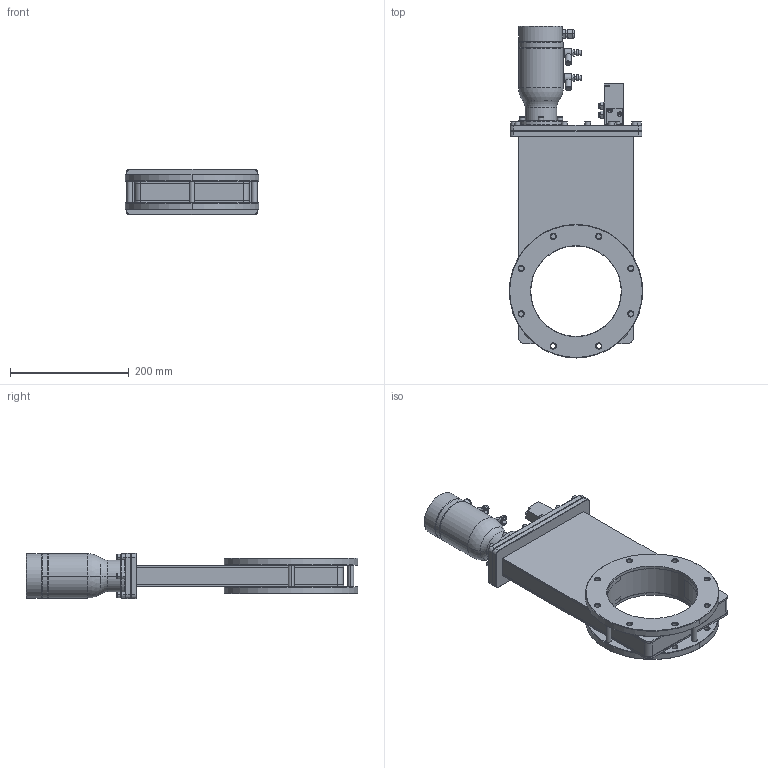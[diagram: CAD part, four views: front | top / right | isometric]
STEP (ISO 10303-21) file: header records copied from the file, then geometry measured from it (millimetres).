
FILE_DESCRIPTION((''),'2;1');
FILE_NAME('11212-0603R','2011-01-26T',('jd'),(''),'PRO/ENGINEER BY PARAMETRIC TECHNOLOGY CORPORATION, 2010280','PRO/ENGINEER BY PARAMETRIC TECHNOLOGY CORPORATION, 2010280','');
FILE_SCHEMA(('CONFIG_CONTROL_DESIGN'));
Length unit declared in the file: inch
Products named in the file (1): 11212-0603R
Bounding box: 224.99 x 559.36 x 75.95 mm (x, y, z)
Volume: 3288928.9 mm3; surface area: 307672.9 mm2
Topology: 1 solids, 23 shells, 784 faces, 1884 edges, 1186 vertices
Faces by surface type: plane 395, cylinder 215, cone 168, torus 4, sphere 2
Entity records: 23074 total; most frequent: CARTESIAN_POINT 4747, DIRECTION 3919, ORIENTED_EDGE 3608, EDGE_CURVE 1868, AXIS2_PLACEMENT_3D 1454, VERTEX_POINT 1178, VECTOR 1011, LINE 1011
